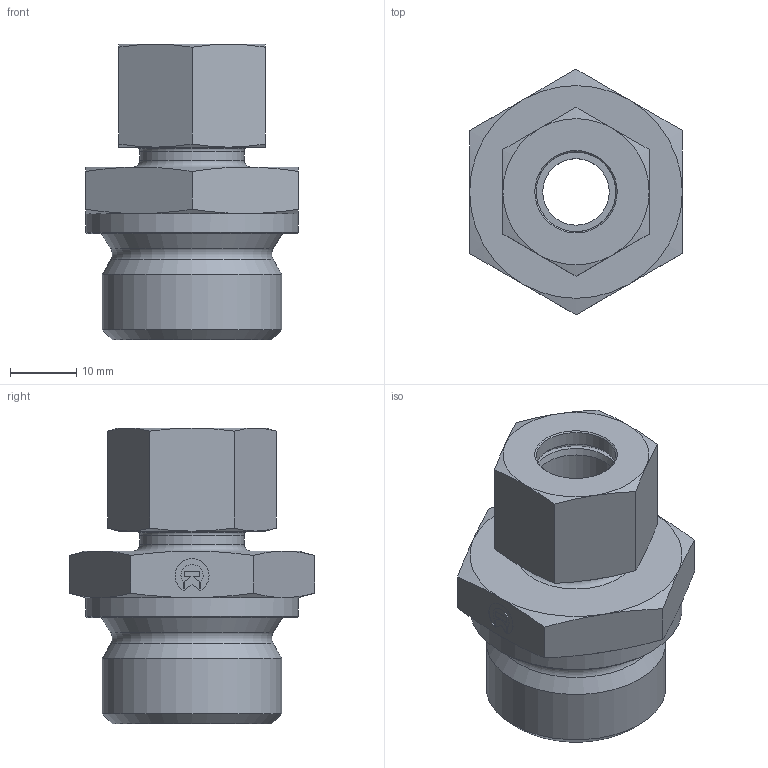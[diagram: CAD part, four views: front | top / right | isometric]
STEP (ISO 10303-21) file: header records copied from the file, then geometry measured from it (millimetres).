
FILE_DESCRIPTION((''),'2;1');
FILE_NAME('0241227218.stp','2014-07-28T12:06:34',(''),('KNOMI spol. s r. o.'),'Autodesk Inventor 2012','Autodesk Inventor 2012','');
FILE_SCHEMA(('AUTOMOTIVE_DESIGN { 1 2 10303 214 0 1 1 1 }'));
Length unit declared in the file: millimetre
Products named in the file (4): PHAM2K 12LM27x2 M27x2/M18; 014 12 27218; 40112; 3911218
Assembly tree (3 placements, depth 2):
  PHAM2K 12LM27x2 M27x2/M18
    014 12 27218
    40112
    3911218
Bounding box: 32.01 x 36.95 x 44.5 mm (x, y, z)
Volume: 16952.3 mm3; surface area: 9590 mm2
Topology: 3 solids, 3 shells, 114 faces, 259 edges, 161 vertices
Faces by surface type: plane 52, cone 41, cylinder 16, torus 5
Full cylindrical faces by diameter (mm): 10 x1, 12 x3, 14.3 x1, 15.7 x1, 16 x1, 16.376 x1, 18 x2, 27 x1, 32 x1
Entity records: 3142 total; most frequent: CARTESIAN_POINT 591, DIRECTION 488, ORIENTED_EDGE 436, EDGE_CURVE 218, AXIS2_PLACEMENT_3D 195, EDGE_LOOP 162, VERTEX_POINT 152, STYLED_ITEM 117
